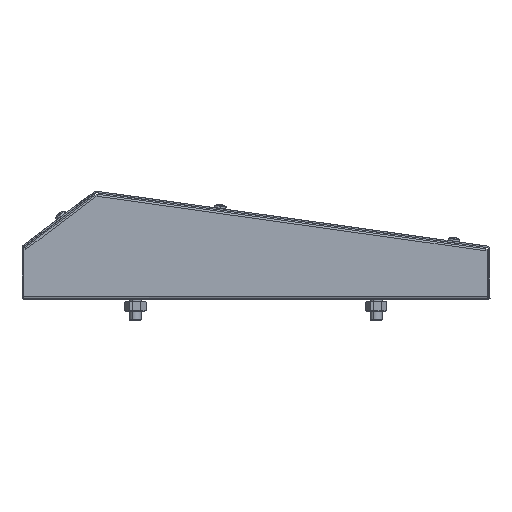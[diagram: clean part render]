
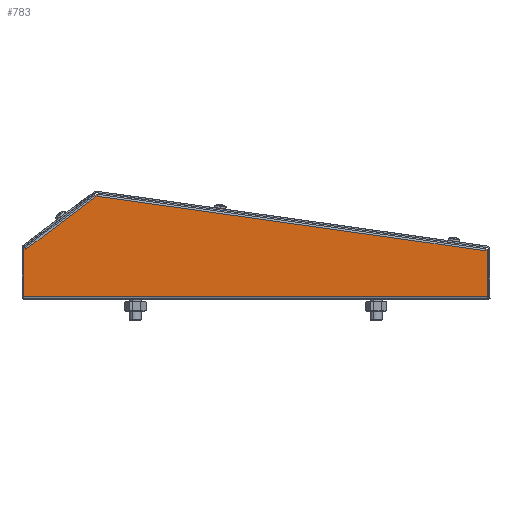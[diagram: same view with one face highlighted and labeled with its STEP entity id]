
A CAD part, front view. The second image highlights one B-rep face of the part: STEP entity #783.
In plain terms, the highlighted face is planar.
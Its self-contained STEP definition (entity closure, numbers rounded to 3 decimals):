
#566=CARTESIAN_POINT('Line Origine',(0.,-3.5,-24.745)) ;
#570=CARTESIAN_POINT('Vertex',(0.,-239.5,-24.745)) ;
#572=CARTESIAN_POINT('Vertex',(0.,232.5,-24.745)) ;
#638=CARTESIAN_POINT('Line Origine',(0.,232.5,-0.745)) ;
#642=CARTESIAN_POINT('Vertex',(0.,232.5,23.255)) ;
#676=CARTESIAN_POINT('Line Origine',(0.,231.701,23.857)) ;
#680=CARTESIAN_POINT('Vertex',(0.,230.903,24.459)) ;
#695=CARTESIAN_POINT('Axis2P3D Location',(0.,0.,0.)) ;
#700=CARTESIAN_POINT('Line Origine',(0.,-237.38,22.543)) ;
#704=CARTESIAN_POINT('Vertex',(0.,-237.519,23.534)) ;
#706=CARTESIAN_POINT('Vertex',(0.,-237.241,21.553)) ;
#709=CARTESIAN_POINT('Line Origine',(0.,-40.318,49.229)) ;
#713=CARTESIAN_POINT('Vertex',(0.,156.605,76.905)) ;
#716=CARTESIAN_POINT('Line Origine',(0.,156.466,77.895)) ;
#720=CARTESIAN_POINT('Vertex',(0.,156.327,78.885)) ;
#723=CARTESIAN_POINT('Line Origine',(0.,157.317,79.024)) ;
#727=CARTESIAN_POINT('Vertex',(0.,158.307,79.163)) ;
#730=CARTESIAN_POINT('Line Origine',(0.,159.106,78.562)) ;
#734=CARTESIAN_POINT('Vertex',(0.,159.905,77.96)) ;
#737=CARTESIAN_POINT('Line Origine',(0.,159.303,77.161)) ;
#741=CARTESIAN_POINT('Vertex',(0.,158.701,76.363)) ;
#744=CARTESIAN_POINT('Line Origine',(0.,194.2,49.612)) ;
#748=CARTESIAN_POINT('Vertex',(0.,229.699,22.862)) ;
#751=CARTESIAN_POINT('Line Origine',(0.,230.301,23.66)) ;
#756=CARTESIAN_POINT('Line Origine',(0.,-239.5,-0.745)) ;
#760=CARTESIAN_POINT('Vertex',(0.,-239.5,23.255)) ;
#763=CARTESIAN_POINT('Line Origine',(0.,-238.51,23.394)) ;
#567=DIRECTION('Vector Direction',(0.,1.,0.)) ;
#639=DIRECTION('Vector Direction',(0.,0.,1.)) ;
#677=DIRECTION('Vector Direction',(0.,-0.799,0.602)) ;
#696=DIRECTION('Axis2P3D Direction',(1.,0.,0.)) ;
#697=DIRECTION('Axis2P3D XDirection',(0.,1.,0.)) ;
#701=DIRECTION('Vector Direction',(0.,0.139,-0.99)) ;
#710=DIRECTION('Vector Direction',(0.,0.99,0.139)) ;
#717=DIRECTION('Vector Direction',(0.,-0.139,0.99)) ;
#724=DIRECTION('Vector Direction',(0.,-0.99,-0.139)) ;
#731=DIRECTION('Vector Direction',(0.,-0.799,0.602)) ;
#738=DIRECTION('Vector Direction',(0.,-0.602,-0.799)) ;
#745=DIRECTION('Vector Direction',(0.,0.799,-0.602)) ;
#752=DIRECTION('Vector Direction',(0.,0.602,0.799)) ;
#757=DIRECTION('Vector Direction',(0.,0.,-1.)) ;
#764=DIRECTION('Vector Direction',(0.,-0.99,-0.139)) ;
#698=AXIS2_PLACEMENT_3D('Plane Axis2P3D',#695,#696,#697) ;
#769=ORIENTED_EDGE('',*,*,#708,.T.) ;
#770=ORIENTED_EDGE('',*,*,#715,.T.) ;
#771=ORIENTED_EDGE('',*,*,#722,.T.) ;
#772=ORIENTED_EDGE('',*,*,#729,.F.) ;
#773=ORIENTED_EDGE('',*,*,#736,.F.) ;
#774=ORIENTED_EDGE('',*,*,#743,.T.) ;
#775=ORIENTED_EDGE('',*,*,#750,.T.) ;
#776=ORIENTED_EDGE('',*,*,#755,.T.) ;
#777=ORIENTED_EDGE('',*,*,#682,.F.) ;
#778=ORIENTED_EDGE('',*,*,#644,.F.) ;
#779=ORIENTED_EDGE('',*,*,#574,.F.) ;
#780=ORIENTED_EDGE('',*,*,#762,.F.) ;
#781=ORIENTED_EDGE('',*,*,#767,.F.) ;
#568=VECTOR('Line Direction',#567,1.) ;
#640=VECTOR('Line Direction',#639,1.) ;
#678=VECTOR('Line Direction',#677,1.) ;
#702=VECTOR('Line Direction',#701,1.) ;
#711=VECTOR('Line Direction',#710,1.) ;
#718=VECTOR('Line Direction',#717,1.) ;
#725=VECTOR('Line Direction',#724,1.) ;
#732=VECTOR('Line Direction',#731,1.) ;
#739=VECTOR('Line Direction',#738,1.) ;
#746=VECTOR('Line Direction',#745,1.) ;
#753=VECTOR('Line Direction',#752,1.) ;
#758=VECTOR('Line Direction',#757,1.) ;
#765=VECTOR('Line Direction',#764,1.) ;
#783=ADVANCED_FACE('PartBody',(#782),#699,.F.) ;
#574=EDGE_CURVE('',#571,#573,#569,.T.) ;
#644=EDGE_CURVE('',#573,#643,#641,.T.) ;
#682=EDGE_CURVE('',#643,#681,#679,.T.) ;
#708=EDGE_CURVE('',#705,#707,#703,.T.) ;
#715=EDGE_CURVE('',#707,#714,#712,.T.) ;
#722=EDGE_CURVE('',#714,#721,#719,.T.) ;
#729=EDGE_CURVE('',#728,#721,#726,.T.) ;
#736=EDGE_CURVE('',#735,#728,#733,.T.) ;
#743=EDGE_CURVE('',#735,#742,#740,.T.) ;
#750=EDGE_CURVE('',#742,#749,#747,.T.) ;
#755=EDGE_CURVE('',#749,#681,#754,.T.) ;
#762=EDGE_CURVE('',#761,#571,#759,.T.) ;
#767=EDGE_CURVE('',#705,#761,#766,.T.) ;
#768=EDGE_LOOP('',(#769,#770,#771,#772,#773,#774,#775,#776,#777,#778,#779,#780,#781)) ;
#782=FACE_OUTER_BOUND('',#768,.T.) ;
#569=LINE('Line',#566,#568) ;
#641=LINE('Line',#638,#640) ;
#679=LINE('Line',#676,#678) ;
#703=LINE('Line',#700,#702) ;
#712=LINE('Line',#709,#711) ;
#719=LINE('Line',#716,#718) ;
#726=LINE('Line',#723,#725) ;
#733=LINE('Line',#730,#732) ;
#740=LINE('Line',#737,#739) ;
#747=LINE('Line',#744,#746) ;
#754=LINE('Line',#751,#753) ;
#759=LINE('Line',#756,#758) ;
#766=LINE('Line',#763,#765) ;
#699=PLANE('',#698) ;
#571=VERTEX_POINT('',#570) ;
#573=VERTEX_POINT('',#572) ;
#643=VERTEX_POINT('',#642) ;
#681=VERTEX_POINT('',#680) ;
#705=VERTEX_POINT('',#704) ;
#707=VERTEX_POINT('',#706) ;
#714=VERTEX_POINT('',#713) ;
#721=VERTEX_POINT('',#720) ;
#728=VERTEX_POINT('',#727) ;
#735=VERTEX_POINT('',#734) ;
#742=VERTEX_POINT('',#741) ;
#749=VERTEX_POINT('',#748) ;
#761=VERTEX_POINT('',#760) ;
